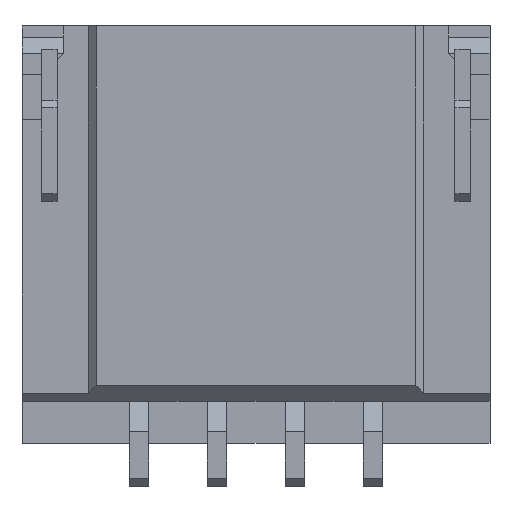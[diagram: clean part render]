
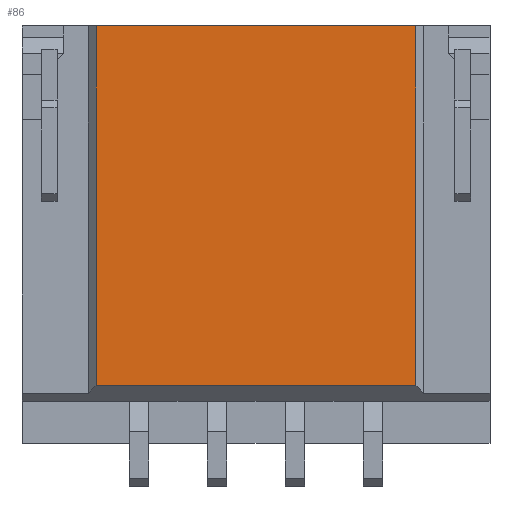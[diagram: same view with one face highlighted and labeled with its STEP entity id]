
A CAD part, front view. The second image highlights one B-rep face of the part: STEP entity #86.
In plain terms, the highlighted planar face has unit normal (0, -1, 0).
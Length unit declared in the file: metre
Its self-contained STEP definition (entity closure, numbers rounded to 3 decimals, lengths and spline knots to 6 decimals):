
#86 = ADVANCED_FACE( '', ( #285 ), #286, .T. );
#285 = FACE_OUTER_BOUND( '', #608, .T. );
#286 = PLANE( '', #609 );
#608 = EDGE_LOOP( '', ( #1186, #1187, #1188, #1189 ) );
#609 = AXIS2_PLACEMENT_3D( '', #1190, #1191, #1192 );
#1186 = ORIENTED_EDGE( '', *, *, #2395, .T. );
#1187 = ORIENTED_EDGE( '', *, *, #2396, .T. );
#1188 = ORIENTED_EDGE( '', *, *, #2397, .T. );
#1189 = ORIENTED_EDGE( '', *, *, #2398, .T. );
#1190 = CARTESIAN_POINT( '', ( -0.003, -0.001525, -0.002675 ) );
#1191 = DIRECTION( '', ( 0., -1., 0. ) );
#1192 = DIRECTION( '', ( 0., 0., -1. ) );
#2395 = EDGE_CURVE( '', #3003, #3004, #3005, .T. );
#2396 = EDGE_CURVE( '', #3004, #3006, #3007, .T. );
#2397 = EDGE_CURVE( '', #3006, #3008, #3009, .T. );
#2398 = EDGE_CURVE( '', #3008, #3003, #3010, .T. );
#3003 = VERTEX_POINT( '', #3914 );
#3004 = VERTEX_POINT( '', #3915 );
#3005 = LINE( '', #3916, #3917 );
#3006 = VERTEX_POINT( '', #3918 );
#3007 = LINE( '', #3919, #3920 );
#3008 = VERTEX_POINT( '', #3921 );
#3009 = LINE( '', #3922, #3923 );
#3010 = LINE( '', #3924, #3925 );
#3914 = CARTESIAN_POINT( '', ( 0.00205, -0.001525, -0.001935 ) );
#3915 = CARTESIAN_POINT( '', ( 0.00205, -0.001525, 0.002675 ) );
#3916 = CARTESIAN_POINT( '', ( 0.00205, -0.001525, -0.001935 ) );
#3917 = VECTOR( '', #4743, 1. );
#3918 = CARTESIAN_POINT( '', ( -0.00205, -0.001525, 0.002675 ) );
#3919 = CARTESIAN_POINT( '', ( 0.00205, -0.001525, 0.002675 ) );
#3920 = VECTOR( '', #4744, 1. );
#3921 = CARTESIAN_POINT( '', ( -0.00205, -0.001525, -0.001935 ) );
#3922 = CARTESIAN_POINT( '', ( -0.00205, -0.001525, 0.002675 ) );
#3923 = VECTOR( '', #4745, 1. );
#3924 = CARTESIAN_POINT( '', ( -0.00205, -0.001525, -0.001935 ) );
#3925 = VECTOR( '', #4746, 1. );
#4743 = DIRECTION( '', ( 0., 0., 1. ) );
#4744 = DIRECTION( '', ( -1., 0., 0. ) );
#4745 = DIRECTION( '', ( 0., 0., -1. ) );
#4746 = DIRECTION( '', ( 1., 0., 0. ) );
